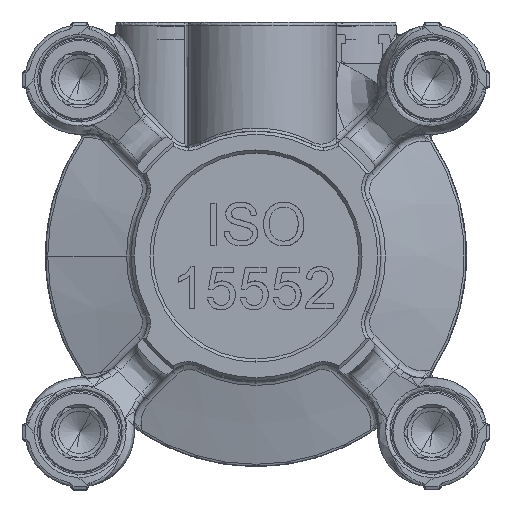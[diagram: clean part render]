
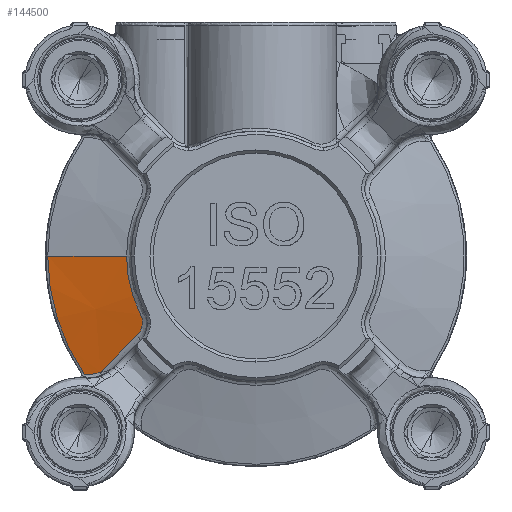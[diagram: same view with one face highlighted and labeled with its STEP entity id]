
A CAD part, front view. The second image highlights one B-rep face of the part: STEP entity #144500.
In plain terms, the highlighted conical face has half-angle 75 degrees and reference radius 33.379 mm.
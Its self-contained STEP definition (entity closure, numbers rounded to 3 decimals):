
#3583 = VERTEX_POINT ( 'NONE', #113607 ) ;
#3604 = CARTESIAN_POINT ( 'NONE',  ( -18.279, 24.781, -9.931 ) ) ;
#3716 = CARTESIAN_POINT ( 'NONE',  ( 0., 28.152, 0. ) ) ;
#5283 = CARTESIAN_POINT ( 'NONE',  ( -18.201, 24.857, -10.642 ) ) ;
#11227 = CARTESIAN_POINT ( 'NONE',  ( -27.353, 28.126, -18.96 ) ) ;
#13324 = EDGE_CURVE ( 'NONE', #94883, #156852, #125482, .T. ) ;
#15549 = B_SPLINE_CURVE_WITH_KNOTS ( 'NONE', 3,
 ( #135459, #19704, #161853, #110831, #33326, #132957, #16349, #17184, #68172, #43614, #95478, #44465, #18019, #147400, #107423, #69836, #121921, #5283, #120250, #57092, #109125, #3604, #55414, #42775 ),
 .UNSPECIFIED., .F., .F.,
 ( 4, 2, 1, 2, 2, 2, 1, 2, 2, 2, 2, 2, 4 ),
 ( 0., 0.125, 0.188, 0.219, 0.25, 0.375, 0.438, 0.469, 0.5, 0.625, 0.688, 0.75, 1. ),
 .UNSPECIFIED. ) ;
#16349 = CARTESIAN_POINT ( 'NONE',  ( -18.579, 25.152, -12.123 ) ) ;
#17184 = CARTESIAN_POINT ( 'NONE',  ( -18.561, 25.143, -12.091 ) ) ;
#17911 = ORIENTED_EDGE ( 'NONE', *, *, #105776, .T. ) ;
#18019 = CARTESIAN_POINT ( 'NONE',  ( -18.275, 24.97, -11.335 ) ) ;
#19704 = CARTESIAN_POINT ( 'NONE',  ( -18.976, 25.324, -12.683 ) ) ;
#20370 = B_SPLINE_CURVE_WITH_KNOTS ( 'NONE', 3,
 ( #55879, #81446, #132569, #48052, #60661, #133414, #86301, #151019, #149369, #162936 ),
 .UNSPECIFIED., .F., .F.,
 ( 4, 2, 2, 2, 4 ),
 ( 0., 0.25, 0.375, 0.5, 1. ),
 .UNSPECIFIED. ) ;
#20681 = CARTESIAN_POINT ( 'NONE',  ( -27.478, 28.152, -18.95 ) ) ;
#21068 = CARTESIAN_POINT ( 'NONE',  ( -24.928, 27.545, -18.616 ) ) ;
#21918 = CARTESIAN_POINT ( 'NONE',  ( -20.748, 25.981, -14.448 ) ) ;
#22987 = CARTESIAN_POINT ( 'NONE',  ( -33.379, 28.152, 0. ) ) ;
#27276 = CIRCLE ( 'NONE', #122498, 33.379 ) ;
#33085 = CARTESIAN_POINT ( 'NONE',  ( -27.353, 28.126, -18.96 ) ) ;
#33326 = CARTESIAN_POINT ( 'NONE',  ( -18.675, 25.198, -12.286 ) ) ;
#33860 = CARTESIAN_POINT ( 'NONE',  ( -18.515, 24.766, -9.349 ) ) ;
#36236 = VECTOR ( 'NONE', #96529, 1000. ) ;
#37780 = B_SPLINE_CURVE_WITH_KNOTS ( 'NONE', 3,
 ( #20681, #48729, #101488, #11227 ),
 .UNSPECIFIED., .F., .F.,
 ( 4, 4 ),
 ( 0., 1. ),
 .UNSPECIFIED. ) ;
#38835 = ORIENTED_EDGE ( 'NONE', *, *, #119475, .T. ) ;
#42775 = CARTESIAN_POINT ( 'NONE',  ( -18.515, 24.766, -9.349 ) ) ;
#43614 = CARTESIAN_POINT ( 'NONE',  ( -18.408, 25.063, -11.774 ) ) ;
#44045 = CARTESIAN_POINT ( 'NONE',  ( 0., 28.152, 0. ) ) ;
#44465 = CARTESIAN_POINT ( 'NONE',  ( -18.302, 24.992, -11.446 ) ) ;
#45738 = VERTEX_POINT ( 'NONE', #33085 ) ;
#48052 = CARTESIAN_POINT ( 'NONE',  ( -26.627, 27.969, -18.974 ) ) ;
#48293 = CARTESIAN_POINT ( 'NONE',  ( 0., 24.766, 0. ) ) ;
#48729 = CARTESIAN_POINT ( 'NONE',  ( -27.437, 28.143, -18.954 ) ) ;
#55414 = CARTESIAN_POINT ( 'NONE',  ( -18.372, 24.766, -9.632 ) ) ;
#55420 = EDGE_CURVE ( 'NONE', #69739, #80724, #15549, .T. ) ;
#55879 = CARTESIAN_POINT ( 'NONE',  ( -27.353, 28.126, -18.96 ) ) ;
#57092 = CARTESIAN_POINT ( 'NONE',  ( -18.213, 24.829, -10.408 ) ) ;
#60661 = CARTESIAN_POINT ( 'NONE',  ( -26.525, 27.946, -18.968 ) ) ;
#62606 = CARTESIAN_POINT ( 'NONE',  ( -22.695, 26.708, -16.388 ) ) ;
#68172 = CARTESIAN_POINT ( 'NONE',  ( -18.469, 25.097, -11.916 ) ) ;
#69739 = VERTEX_POINT ( 'NONE', #105449 ) ;
#69836 = CARTESIAN_POINT ( 'NONE',  ( -18.219, 24.915, -11.03 ) ) ;
#74280 = DIRECTION ( 'NONE',  ( 0., 1., 0. ) ) ;
#75404 = DIRECTION ( 'NONE',  ( 0., 1., 0. ) ) ;
#79921 = ORIENTED_EDGE ( 'NONE', *, *, #114726, .T. ) ;
#80724 = VERTEX_POINT ( 'NONE', #33860 ) ;
#81446 = CARTESIAN_POINT ( 'NONE',  ( -27.144, 28.082, -18.978 ) ) ;
#86301 = CARTESIAN_POINT ( 'NONE',  ( -26.221, 27.875, -18.939 ) ) ;
#91860 = CARTESIAN_POINT ( 'NONE',  ( -27.478, 28.152, -18.95 ) ) ;
#94883 = VERTEX_POINT ( 'NONE', #150385 ) ;
#95478 = CARTESIAN_POINT ( 'NONE',  ( -18.334, 25.015, -11.556 ) ) ;
#96529 = DIRECTION ( 'NONE',  ( -0.966, 0.259, 0. ) ) ;
#101357 = EDGE_CURVE ( 'NONE', #122566, #156852, #27276, .T. ) ;
#101488 = CARTESIAN_POINT ( 'NONE',  ( -27.395, 28.135, -18.957 ) ) ;
#101874 = CARTESIAN_POINT ( 'NONE',  ( -19.088, 25.365, -12.795 ) ) ;
#103534 = DIRECTION ( 'NONE',  ( -1., 0., 0. ) ) ;
#105449 = CARTESIAN_POINT ( 'NONE',  ( -19.088, 25.365, -12.795 ) ) ;
#105776 = EDGE_CURVE ( 'NONE', #3583, #69739, #153868, .T. ) ;
#107072 = ORIENTED_EDGE ( 'NONE', *, *, #133157, .T. ) ;
#107423 = CARTESIAN_POINT ( 'NONE',  ( -18.253, 24.949, -11.224 ) ) ;
#108697 = DIRECTION ( 'NONE',  ( 0., 0., -1. ) ) ;
#109125 = CARTESIAN_POINT ( 'NONE',  ( -18.221, 24.821, -10.332 ) ) ;
#110831 = CARTESIAN_POINT ( 'NONE',  ( -18.739, 25.226, -12.381 ) ) ;
#113602 = EDGE_LOOP ( 'NONE', ( #107072, #126597, #115623, #38835, #79921, #17911, #121008 ) ) ;
#113607 = CARTESIAN_POINT ( 'NONE',  ( -24.928, 27.545, -18.616 ) ) ;
#114726 = EDGE_CURVE ( 'NONE', #45738, #3583, #20370, .T. ) ;
#115623 = ORIENTED_EDGE ( 'NONE', *, *, #101357, .F. ) ;
#118921 = AXIS2_PLACEMENT_3D ( 'NONE', #3716, #119516, #103534 ) ;
#119475 = EDGE_CURVE ( 'NONE', #122566, #45738, #37780, .T. ) ;
#119516 = DIRECTION ( 'NONE',  ( 0., 1., 0. ) ) ;
#120250 = CARTESIAN_POINT ( 'NONE',  ( -18.203, 24.847, -10.564 ) ) ;
#121008 = ORIENTED_EDGE ( 'NONE', *, *, #55420, .T. ) ;
#121921 = CARTESIAN_POINT ( 'NONE',  ( -18.204, 24.89, -10.875 ) ) ;
#122498 = AXIS2_PLACEMENT_3D ( 'NONE', #44045, #74280, #108697 ) ;
#122566 = VERTEX_POINT ( 'NONE', #91860 ) ;
#125482 = LINE ( 'NONE', #134841, #36236 ) ;
#125727 = AXIS2_PLACEMENT_3D ( 'NONE', #48293, #75404, #140117 ) ;
#126597 = ORIENTED_EDGE ( 'NONE', *, *, #13324, .T. ) ;
#132569 = CARTESIAN_POINT ( 'NONE',  ( -26.936, 28.038, -18.983 ) ) ;
#132957 = CARTESIAN_POINT ( 'NONE',  ( -18.616, 25.17, -12.189 ) ) ;
#133157 = EDGE_CURVE ( 'NONE', #80724, #94883, #155568, .T. ) ;
#133414 = CARTESIAN_POINT ( 'NONE',  ( -26.32, 27.898, -18.951 ) ) ;
#134841 = CARTESIAN_POINT ( 'NONE',  ( -33.379, 28.152, 0. ) ) ;
#135459 = CARTESIAN_POINT ( 'NONE',  ( -19.088, 25.365, -12.795 ) ) ;
#140117 = DIRECTION ( 'NONE',  ( 0., 0., 1. ) ) ;
#144500 = ADVANCED_FACE ( 'NONE', ( #168200 ), #165035, .T. ) ;
#147400 = CARTESIAN_POINT ( 'NONE',  ( -18.26, 24.956, -11.26 ) ) ;
#149369 = CARTESIAN_POINT ( 'NONE',  ( -25.308, 27.649, -18.762 ) ) ;
#150385 = CARTESIAN_POINT ( 'NONE',  ( -20.741, 24.766, 0. ) ) ;
#151019 = CARTESIAN_POINT ( 'NONE',  ( -25.705, 27.751, -18.866 ) ) ;
#153868 = B_SPLINE_CURVE_WITH_KNOTS ( 'NONE', 3,
 ( #21068, #62606, #21918, #101874 ),
 .UNSPECIFIED., .F., .F.,
 ( 4, 4 ),
 ( 0., 1. ),
 .UNSPECIFIED. ) ;
#155568 = CIRCLE ( 'NONE', #125727, 20.741 ) ;
#156852 = VERTEX_POINT ( 'NONE', #22987 ) ;
#161853 = CARTESIAN_POINT ( 'NONE',  ( -18.875, 25.284, -12.566 ) ) ;
#162936 = CARTESIAN_POINT ( 'NONE',  ( -24.928, 27.545, -18.616 ) ) ;
#165035 = CONICAL_SURFACE ( 'NONE', #118921, 33.379, 1.309 ) ;
#168200 = FACE_OUTER_BOUND ( 'NONE', #113602, .T. ) ;
